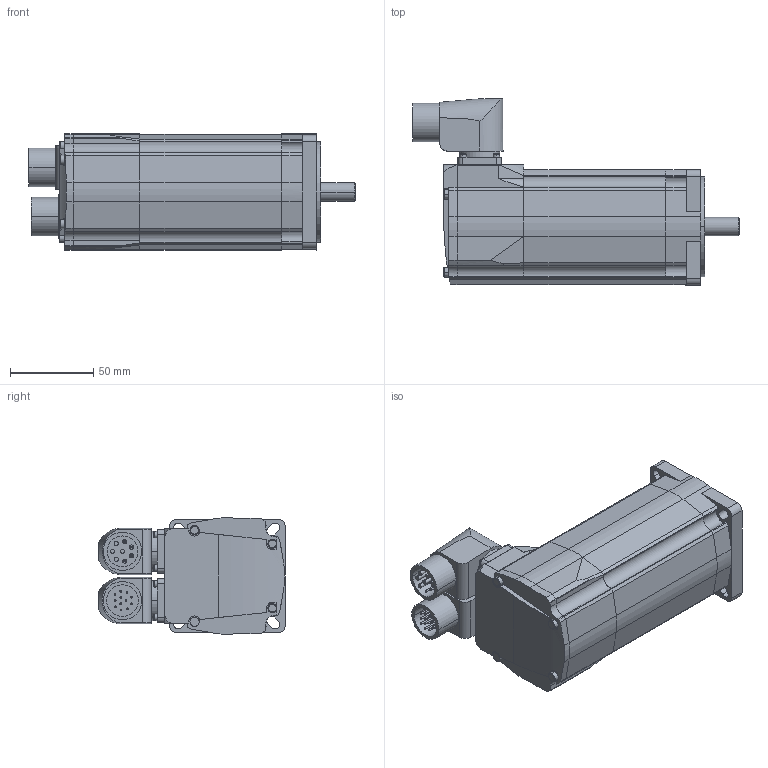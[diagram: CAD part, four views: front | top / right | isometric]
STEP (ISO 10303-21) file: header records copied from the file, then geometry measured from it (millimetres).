
FILE_DESCRIPTION(('STEP AP242'),'1');
FILE_NAME('bsh0701p01a2a.stp','2021-03-04T07:45:28',('TraceParts'),('TraceParts S.A.'),'Spatial InterOp 3D',' ',' ');
FILE_SCHEMA(('AP242_MANAGED_MODEL_BASED_3D_ENGINEERING_MIM_LF {1 0 10303 442 1 1 4}'));
Length unit declared in the file: millimetre
Products named in the file (1): bsh0701p01a2a_1
Bounding box: 195.5 x 111.5 x 69.89 mm (x, y, z)
Volume: 716924.3 mm3; surface area: 92852 mm2
Topology: 7 solids, 7 shells, 408 faces, 1009 edges, 659 vertices
Faces by surface type: cylinder 219, plane 146, torus 22, cone 21
Entity records: 12441 total; most frequent: DIRECTION 2319, CARTESIAN_POINT 2279, ORIENTED_EDGE 2014, EDGE_CURVE 1007, AXIS2_PLACEMENT_3D 930, VERTEX_POINT 659, CIRCLE 483, EDGE_LOOP 462
